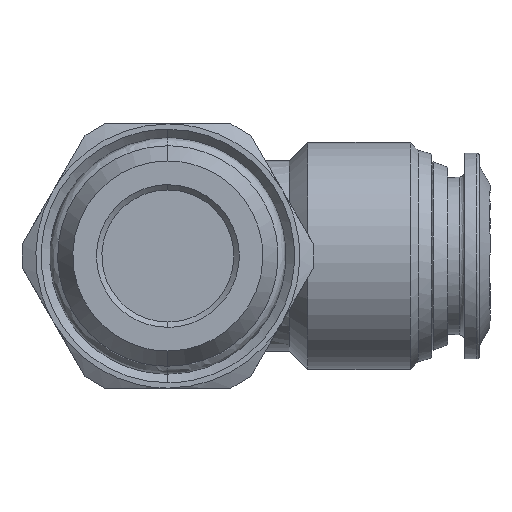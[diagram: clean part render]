
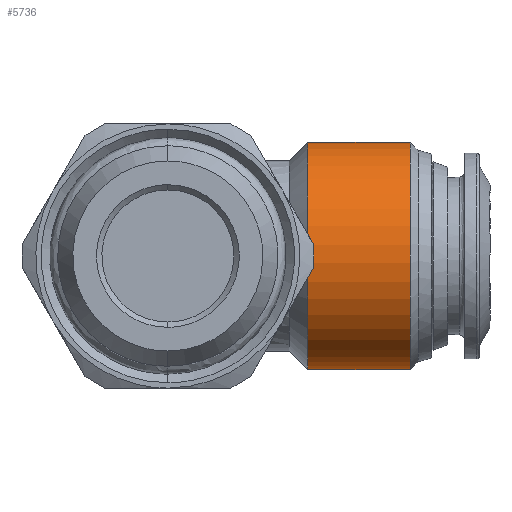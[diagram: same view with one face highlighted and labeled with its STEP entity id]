
A CAD part, front view. The second image highlights one B-rep face of the part: STEP entity #5736.
In plain terms, the highlighted free-form (B-spline) face has degree [1, 3] with [2, 4] control points.
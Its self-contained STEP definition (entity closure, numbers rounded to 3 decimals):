
#94 = CARTESIAN_POINT ( 'NONE',  ( 22.948, 0., -10.75 ) ) ;
#515 = CARTESIAN_POINT ( 'NONE',  ( 13.25, 0., -10.75 ) ) ;
#529 =( BOUNDED_SURFACE ( )  B_SPLINE_SURFACE ( 1, 3, ( 
 ( #7595, #3627, #1140, #7794 ),
 ( #515, #2952, #2335, #2305 ) ),
 .UNSPECIFIED., .F., .F., .F. ) 
 B_SPLINE_SURFACE_WITH_KNOTS ( ( 2, 2 ),
 ( 4, 4 ),
 ( 0., 1. ),
 ( 0., 1. ),
 .UNSPECIFIED. ) 
 GEOMETRIC_REPRESENTATION_ITEM ( )  RATIONAL_B_SPLINE_SURFACE ( (
 ( 1., 0.333, 0.333, 1.),
 ( 1., 0.333, 0.333, 1.) ) ) 
 REPRESENTATION_ITEM ( '' )  SURFACE ( )  );
#559 = B_SPLINE_CURVE_WITH_KNOTS ( 'NONE', 1,
 ( #6212, #805 ),
 .UNSPECIFIED., .F., .F.,
 ( 2, 2 ),
 ( -1., 0. ),
 .UNSPECIFIED. ) ;
#633 = VERTEX_POINT ( 'NONE', #1796 ) ;
#773 = EDGE_CURVE ( 'NONE', #633, #2391, #2721, .T. ) ;
#805 = CARTESIAN_POINT ( 'NONE',  ( 22.948, 0., -10.75 ) ) ;
#933 = ORIENTED_EDGE ( 'NONE', *, *, #1882, .T. ) ;
#1140 = CARTESIAN_POINT ( 'NONE',  ( 22.948, -21.5, 10.75 ) ) ;
#1154 =( BOUNDED_CURVE ( )  B_SPLINE_CURVE ( 3, ( #7142, #1852, #7226, #5444 ),
 .UNSPECIFIED., .F., .F. ) 
 B_SPLINE_CURVE_WITH_KNOTS ( ( 4, 4 ),
 ( -3.142, 0. ),
 .UNSPECIFIED. ) 
 CURVE ( )  GEOMETRIC_REPRESENTATION_ITEM ( )  RATIONAL_B_SPLINE_CURVE ( ( 1., 0.333, 0.333, 1. ) ) 
 REPRESENTATION_ITEM ( '' )  );
#1314 =( BOUNDED_CURVE ( )  B_SPLINE_CURVE ( 3, ( #4240, #6638, #3078, #3101 ),
 .UNSPECIFIED., .F., .F. ) 
 B_SPLINE_CURVE_WITH_KNOTS ( ( 4, 4 ),
 ( -3.142, 0. ),
 .UNSPECIFIED. ) 
 CURVE ( )  GEOMETRIC_REPRESENTATION_ITEM ( )  RATIONAL_B_SPLINE_CURVE ( ( 1., 0.333, 0.333, 1. ) ) 
 REPRESENTATION_ITEM ( '' )  );
#1559 = ORIENTED_EDGE ( 'NONE', *, *, #773, .T. ) ;
#1796 = CARTESIAN_POINT ( 'NONE',  ( 22.948, 0., 10.75 ) ) ;
#1852 = CARTESIAN_POINT ( 'NONE',  ( 22.948, -21.5, 10.75 ) ) ;
#1882 = EDGE_CURVE ( 'NONE', #2648, #5313, #559, .T. ) ;
#2305 = CARTESIAN_POINT ( 'NONE',  ( 13.25, 0., 10.75 ) ) ;
#2335 = CARTESIAN_POINT ( 'NONE',  ( 13.25, -21.5, 10.75 ) ) ;
#2391 = VERTEX_POINT ( 'NONE', #7386 ) ;
#2648 = VERTEX_POINT ( 'NONE', #3056 ) ;
#2689 = CARTESIAN_POINT ( 'NONE',  ( 22.948, 0., 10.75 ) ) ;
#2721 = B_SPLINE_CURVE_WITH_KNOTS ( 'NONE', 1,
 ( #2689, #3972 ),
 .UNSPECIFIED., .F., .F.,
 ( 2, 2 ),
 ( -1., 0. ),
 .UNSPECIFIED. ) ;
#2952 = CARTESIAN_POINT ( 'NONE',  ( 13.25, -21.5, -10.75 ) ) ;
#3056 = CARTESIAN_POINT ( 'NONE',  ( 13.25, 0., -10.75 ) ) ;
#3078 = CARTESIAN_POINT ( 'NONE',  ( 13.25, -21.5, -10.75 ) ) ;
#3101 = CARTESIAN_POINT ( 'NONE',  ( 13.25, 0., -10.75 ) ) ;
#3394 = EDGE_LOOP ( 'NONE', ( #5622, #1559, #4126, #933 ) ) ;
#3445 = EDGE_CURVE ( 'NONE', #2391, #2648, #1314, .T. ) ;
#3627 = CARTESIAN_POINT ( 'NONE',  ( 22.948, -21.5, -10.75 ) ) ;
#3972 = CARTESIAN_POINT ( 'NONE',  ( 13.25, 0., 10.75 ) ) ;
#4126 = ORIENTED_EDGE ( 'NONE', *, *, #3445, .T. ) ;
#4240 = CARTESIAN_POINT ( 'NONE',  ( 13.25, 0., 10.75 ) ) ;
#4450 = EDGE_CURVE ( 'NONE', #633, #5313, #1154, .T. ) ;
#4775 = FACE_OUTER_BOUND ( 'NONE', #3394, .T. ) ;
#5313 = VERTEX_POINT ( 'NONE', #94 ) ;
#5444 = CARTESIAN_POINT ( 'NONE',  ( 22.948, 0., -10.75 ) ) ;
#5622 = ORIENTED_EDGE ( 'NONE', *, *, #4450, .F. ) ;
#5736 = ADVANCED_FACE ( 'NONE', ( #4775 ), #529, .F. ) ;
#6212 = CARTESIAN_POINT ( 'NONE',  ( 13.25, 0., -10.75 ) ) ;
#6638 = CARTESIAN_POINT ( 'NONE',  ( 13.25, -21.5, 10.75 ) ) ;
#7142 = CARTESIAN_POINT ( 'NONE',  ( 22.948, 0., 10.75 ) ) ;
#7226 = CARTESIAN_POINT ( 'NONE',  ( 22.948, -21.5, -10.75 ) ) ;
#7386 = CARTESIAN_POINT ( 'NONE',  ( 13.25, 0., 10.75 ) ) ;
#7595 = CARTESIAN_POINT ( 'NONE',  ( 22.948, 0., -10.75 ) ) ;
#7794 = CARTESIAN_POINT ( 'NONE',  ( 22.948, 0., 10.75 ) ) ;
